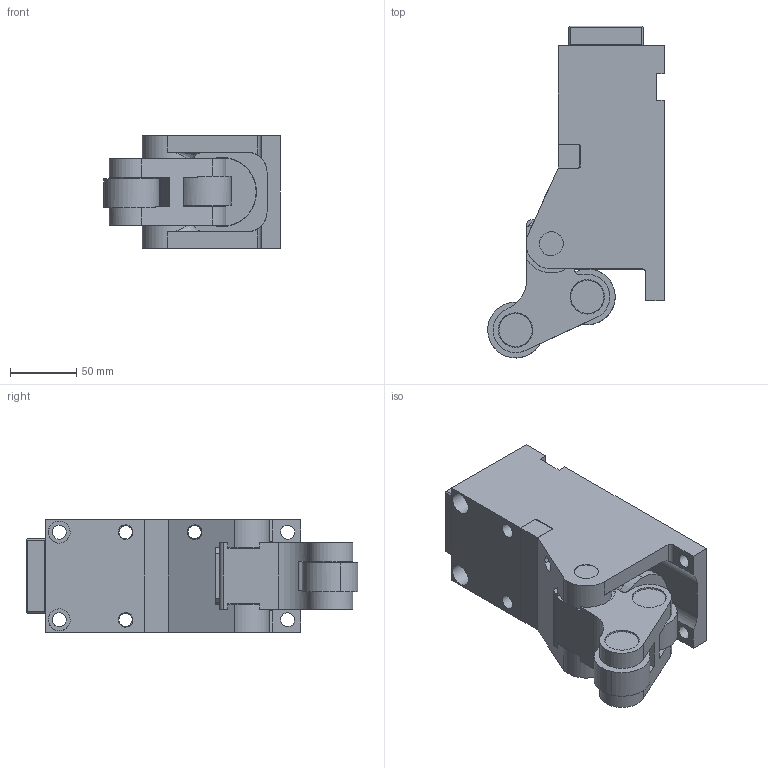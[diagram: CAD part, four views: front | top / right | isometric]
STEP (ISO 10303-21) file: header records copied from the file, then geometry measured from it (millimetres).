
FILE_DESCRIPTION(('CATIA V5 STEP Exchange'),'2;1');
FILE_NAME('CPUN_07000_38_45.stp','2015-11-17T07:49:35+00:00',('none'),('none'),'CATIA Version 5 Release 20 GA (IN-10)','CATIA V5 STEP AP203','none');
FILE_SCHEMA(('CONFIG_CONTROL_DESIGN'));
Length unit declared in the file: millimetre
Products named in the file (1): CPUN-07000-38-45
Bounding box: 132.98 x 249.99 x 85 mm (x, y, z)
Volume: 1212120.7 mm3; surface area: 225831.8 mm2
Topology: 4 solids, 19 shells, 363 faces, 921 edges, 582 vertices
Faces by surface type: cylinder 164, plane 118, cone 51, torus 28, bspline 2
Entity records: 11121 total; most frequent: CARTESIAN_POINT 2835, ORIENTED_EDGE 1782, DIRECTION 1424, EDGE_CURVE 891, AXIS2_PLACEMENT_3D 683, VERTEX_POINT 582, VECTOR 435, LINE 435
